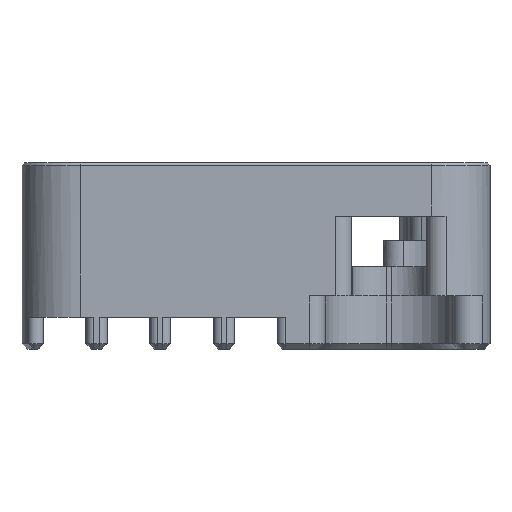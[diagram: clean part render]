
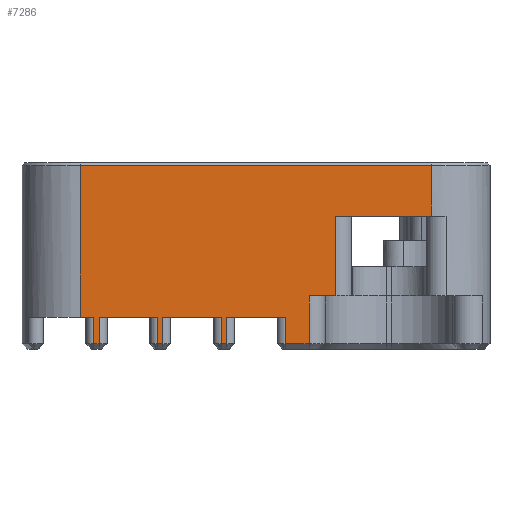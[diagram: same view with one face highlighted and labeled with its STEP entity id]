
A CAD part, left-side view. The second image highlights one B-rep face of the part: STEP entity #7286.
In plain terms, the highlighted planar face has unit normal (-1, 0, 0).
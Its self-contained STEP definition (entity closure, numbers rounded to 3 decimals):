
#707=FACE_OUTER_BOUND('',#1139,.T.);
#1139=EDGE_LOOP('',(#5012,#5013,#5014,#5015,#5016,#5017,#5018,#5019,#5020,
#5021,#5022,#5023,#5024,#5025,#5026,#5027,#5028,#5029,#5030,#5031,#5032,
#5033));
#1601=LINE('',#11023,#2324);
#1642=LINE('',#11118,#2365);
#1656=LINE('',#11157,#2379);
#1657=LINE('',#11161,#2380);
#1658=LINE('',#11162,#2381);
#1659=LINE('',#11164,#2382);
#1660=LINE('',#11166,#2383);
#1661=LINE('',#11168,#2384);
#1662=LINE('',#11170,#2385);
#1663=LINE('',#11172,#2386);
#1664=LINE('',#11174,#2387);
#1665=LINE('',#11176,#2388);
#1666=LINE('',#11178,#2389);
#1667=LINE('',#11180,#2390);
#1668=LINE('',#11182,#2391);
#1669=LINE('',#11184,#2392);
#1670=LINE('',#11186,#2393);
#1671=LINE('',#11188,#2394);
#1672=LINE('',#11190,#2395);
#1673=LINE('',#11192,#2396);
#1674=LINE('',#11194,#2397);
#1675=LINE('',#11195,#2398);
#2324=VECTOR('',#8647,10.);
#2365=VECTOR('',#8718,10.);
#2379=VECTOR('',#8760,10.);
#2380=VECTOR('',#8765,10.);
#2381=VECTOR('',#8766,10.);
#2382=VECTOR('',#8767,10.);
#2383=VECTOR('',#8768,10.);
#2384=VECTOR('',#8769,10.);
#2385=VECTOR('',#8770,10.);
#2386=VECTOR('',#8771,10.);
#2387=VECTOR('',#8772,10.);
#2388=VECTOR('',#8773,10.);
#2389=VECTOR('',#8774,10.);
#2390=VECTOR('',#8775,10.);
#2391=VECTOR('',#8776,10.);
#2392=VECTOR('',#8777,10.);
#2393=VECTOR('',#8778,10.);
#2394=VECTOR('',#8779,10.);
#2395=VECTOR('',#8780,10.);
#2396=VECTOR('',#8781,10.);
#2397=VECTOR('',#8782,10.);
#2398=VECTOR('',#8783,10.);
#3046=VERTEX_POINT('',#11013);
#3048=VERTEX_POINT('',#11019);
#3083=VERTEX_POINT('',#11105);
#3087=VERTEX_POINT('',#11114);
#3099=VERTEX_POINT('',#11156);
#3100=VERTEX_POINT('',#11160);
#3101=VERTEX_POINT('',#11163);
#3102=VERTEX_POINT('',#11165);
#3103=VERTEX_POINT('',#11167);
#3104=VERTEX_POINT('',#11169);
#3105=VERTEX_POINT('',#11171);
#3106=VERTEX_POINT('',#11173);
#3107=VERTEX_POINT('',#11175);
#3108=VERTEX_POINT('',#11177);
#3109=VERTEX_POINT('',#11179);
#3110=VERTEX_POINT('',#11181);
#3111=VERTEX_POINT('',#11183);
#3112=VERTEX_POINT('',#11185);
#3113=VERTEX_POINT('',#11187);
#3114=VERTEX_POINT('',#11189);
#3115=VERTEX_POINT('',#11191);
#3116=VERTEX_POINT('',#11193);
#3772=EDGE_CURVE('',#3046,#3048,#1601,.T.);
#3819=EDGE_CURVE('',#3083,#3087,#1642,.T.);
#3839=EDGE_CURVE('',#3099,#3087,#1656,.T.);
#3841=EDGE_CURVE('',#3100,#3046,#1657,.T.);
#3842=EDGE_CURVE('',#3100,#3099,#1658,.T.);
#3843=EDGE_CURVE('',#3101,#3083,#1659,.T.);
#3844=EDGE_CURVE('',#3101,#3102,#1660,.T.);
#3845=EDGE_CURVE('',#3102,#3103,#1661,.T.);
#3846=EDGE_CURVE('',#3104,#3103,#1662,.T.);
#3847=EDGE_CURVE('',#3105,#3104,#1663,.T.);
#3848=EDGE_CURVE('',#3105,#3106,#1664,.T.);
#3849=EDGE_CURVE('',#3106,#3107,#1665,.T.);
#3850=EDGE_CURVE('',#3108,#3107,#1666,.T.);
#3851=EDGE_CURVE('',#3109,#3108,#1667,.T.);
#3852=EDGE_CURVE('',#3109,#3110,#1668,.T.);
#3853=EDGE_CURVE('',#3111,#3110,#1669,.T.);
#3854=EDGE_CURVE('',#3111,#3112,#1670,.T.);
#3855=EDGE_CURVE('',#3113,#3112,#1671,.T.);
#3856=EDGE_CURVE('',#3114,#3113,#1672,.T.);
#3857=EDGE_CURVE('',#3114,#3115,#1673,.T.);
#3858=EDGE_CURVE('',#3115,#3116,#1674,.T.);
#3859=EDGE_CURVE('',#3116,#3048,#1675,.T.);
#5012=ORIENTED_EDGE('',*,*,#3772,.F.);
#5013=ORIENTED_EDGE('',*,*,#3841,.F.);
#5014=ORIENTED_EDGE('',*,*,#3842,.T.);
#5015=ORIENTED_EDGE('',*,*,#3839,.T.);
#5016=ORIENTED_EDGE('',*,*,#3819,.F.);
#5017=ORIENTED_EDGE('',*,*,#3843,.F.);
#5018=ORIENTED_EDGE('',*,*,#3844,.T.);
#5019=ORIENTED_EDGE('',*,*,#3845,.T.);
#5020=ORIENTED_EDGE('',*,*,#3846,.F.);
#5021=ORIENTED_EDGE('',*,*,#3847,.F.);
#5022=ORIENTED_EDGE('',*,*,#3848,.T.);
#5023=ORIENTED_EDGE('',*,*,#3849,.T.);
#5024=ORIENTED_EDGE('',*,*,#3850,.F.);
#5025=ORIENTED_EDGE('',*,*,#3851,.F.);
#5026=ORIENTED_EDGE('',*,*,#3852,.T.);
#5027=ORIENTED_EDGE('',*,*,#3853,.F.);
#5028=ORIENTED_EDGE('',*,*,#3854,.T.);
#5029=ORIENTED_EDGE('',*,*,#3855,.F.);
#5030=ORIENTED_EDGE('',*,*,#3856,.F.);
#5031=ORIENTED_EDGE('',*,*,#3857,.T.);
#5032=ORIENTED_EDGE('',*,*,#3858,.T.);
#5033=ORIENTED_EDGE('',*,*,#3859,.T.);
#7072=PLANE('',#7765);
#7286=ADVANCED_FACE('',(#707),#7072,.T.);
#7765=AXIS2_PLACEMENT_3D('',#11159,#8763,#8764);
#8647=DIRECTION('',(0.,1.,0.));
#8718=DIRECTION('',(0.,1.,0.));
#8760=DIRECTION('',(0.,0.,-1.));
#8763=DIRECTION('center_axis',(-1.,0.,0.));
#8764=DIRECTION('ref_axis',(0.,1.,0.));
#8765=DIRECTION('',(0.,0.,-1.));
#8766=DIRECTION('',(0.,-1.,0.));
#8767=DIRECTION('',(0.,0.,-1.));
#8768=DIRECTION('',(0.,-1.,0.));
#8769=DIRECTION('',(0.,0.,-1.));
#8770=DIRECTION('',(0.,1.,0.));
#8771=DIRECTION('',(0.,0.,-1.));
#8772=DIRECTION('',(0.,-1.,0.));
#8773=DIRECTION('',(0.,0.,-1.));
#8774=DIRECTION('',(0.,1.,0.));
#8775=DIRECTION('',(0.,0.,-1.));
#8776=DIRECTION('',(0.,-1.,0.));
#8777=DIRECTION('',(0.,0.,-1.));
#8778=DIRECTION('',(0.,-1.,0.));
#8779=DIRECTION('',(0.,0.,-1.));
#8780=DIRECTION('',(0.,-1.,0.));
#8781=DIRECTION('',(0.,0.,-1.));
#8782=DIRECTION('',(0.,-1.,0.));
#8783=DIRECTION('',(0.,0.,-1.));
#11013=CARTESIAN_POINT('',(-6.,67.5,-54.5));
#11019=CARTESIAN_POINT('',(-6.,68.5,-54.5));
#11023=CARTESIAN_POINT('',(-6.,21.5,-54.5));
#11105=CARTESIAN_POINT('',(-6.,55.5,-54.5));
#11114=CARTESIAN_POINT('',(-6.,56.5,-54.5));
#11118=CARTESIAN_POINT('',(-6.,21.5,-54.5));
#11156=CARTESIAN_POINT('',(-6.,56.5,-49.5));
#11157=CARTESIAN_POINT('',(-6.,56.5,-55.5));
#11159=CARTESIAN_POINT('Origin',(-6.,5.,-20.5));
#11160=CARTESIAN_POINT('',(-6.,67.5,-49.5));
#11161=CARTESIAN_POINT('',(-6.,67.5,-55.5));
#11162=CARTESIAN_POINT('',(-6.,33.5,-49.5));
#11163=CARTESIAN_POINT('',(-6.,55.5,-49.5));
#11164=CARTESIAN_POINT('',(-6.,55.5,-55.5));
#11165=CARTESIAN_POINT('',(-6.,44.5,-49.5));
#11166=CARTESIAN_POINT('',(-6.,27.5,-49.5));
#11167=CARTESIAN_POINT('',(-6.,44.5,-54.5));
#11168=CARTESIAN_POINT('',(-6.,44.5,-55.5));
#11169=CARTESIAN_POINT('',(-6.,43.5,-54.5));
#11170=CARTESIAN_POINT('',(-6.,21.5,-54.5));
#11171=CARTESIAN_POINT('',(-6.,43.5,-49.5));
#11172=CARTESIAN_POINT('',(-6.,43.5,-55.5));
#11173=CARTESIAN_POINT('',(-6.,32.5,-49.5));
#11174=CARTESIAN_POINT('',(-6.,13.938,-49.5));
#11175=CARTESIAN_POINT('',(-6.,32.5,-54.5));
#11176=CARTESIAN_POINT('',(-6.,32.5,-55.5));
#11177=CARTESIAN_POINT('',(-6.,28.,-54.5));
#11178=CARTESIAN_POINT('',(-6.,21.5,-54.5));
#11179=CARTESIAN_POINT('',(-6.,28.,-45.5));
#11180=CARTESIAN_POINT('',(-6.,28.,-55.5));
#11181=CARTESIAN_POINT('',(-6.,23.,-45.5));
#11182=CARTESIAN_POINT('',(-6.,8.344,-45.5));
#11183=CARTESIAN_POINT('',(-6.,23.,-30.5));
#11184=CARTESIAN_POINT('',(-6.,23.,-55.5));
#11185=CARTESIAN_POINT('',(-6.,5.,-30.5));
#11186=CARTESIAN_POINT('',(-6.,8.813,-30.5));
#11187=CARTESIAN_POINT('',(-6.,5.,-21.));
#11188=CARTESIAN_POINT('',(-6.,5.,-20.5));
#11189=CARTESIAN_POINT('',(-6.,71.,-21.));
#11190=CARTESIAN_POINT('',(-6.,21.5,-21.));
#11191=CARTESIAN_POINT('',(-6.,71.,-49.5));
#11192=CARTESIAN_POINT('',(-6.,71.,-20.5));
#11193=CARTESIAN_POINT('',(-6.,68.5,-49.5));
#11194=CARTESIAN_POINT('',(-6.,39.836,-49.5));
#11195=CARTESIAN_POINT('',(-6.,68.5,-55.5));
